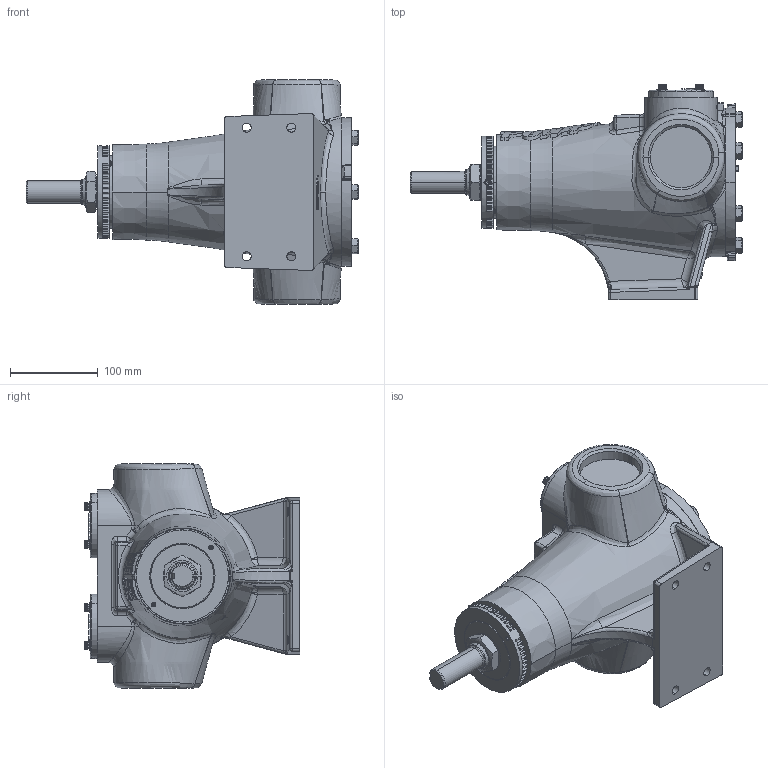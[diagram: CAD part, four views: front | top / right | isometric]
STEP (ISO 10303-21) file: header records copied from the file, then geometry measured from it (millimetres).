
FILE_DESCRIPTION (( 'STEP AP214' ), '1' );
FILE_NAME ('AS4195.STEP', '2017-02-20T22:13:31', ( '' ), ( '' ), 'SwSTEP 2.0', 'SolidWorks 2016', '' );
FILE_SCHEMA (( 'AUTOMOTIVE_DESIGN' ));
Length unit declared in the file: inch
Products named in the file (1): AS4195
Bounding box: 377.3 x 244.79 x 254.85 mm (x, y, z)
Volume: 5998462.3 mm3; surface area: 300721.1 mm2
Topology: 1 solids, 1 shells, 1781 faces, 4677 edges, 2957 vertices
Faces by surface type: plane 674, cylinder 445, bspline 374, cone 207, torus 55, sphere 26
Entity records: 114451 total; most frequent: CARTESIAN_POINT 51354, ORIENTED_EDGE 9282, DIRECTION 7148, EDGE_CURVE 4641, VERTEX_POINT 2957, AXIS2_PLACEMENT_3D 2761, EDGE_LOOP 1884, FACE_OUTER_BOUND 1781
